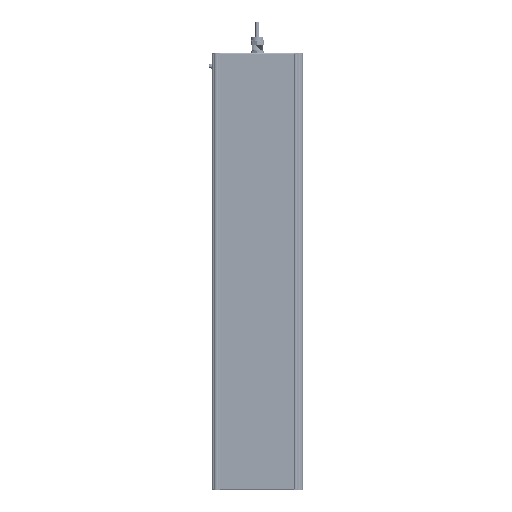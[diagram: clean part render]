
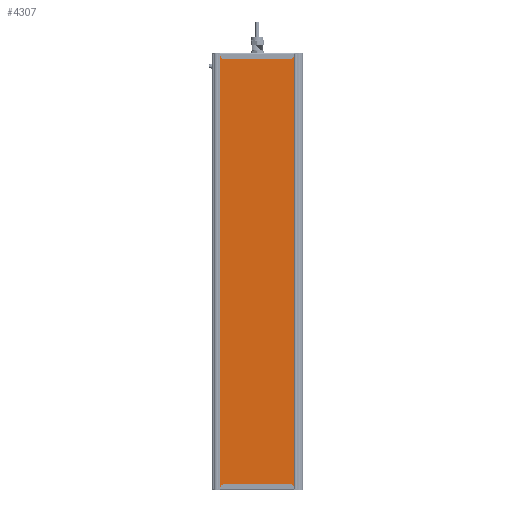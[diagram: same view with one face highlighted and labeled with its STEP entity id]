
A CAD part, front view. The second image highlights one B-rep face of the part: STEP entity #4307.
In plain terms, the highlighted face is planar.
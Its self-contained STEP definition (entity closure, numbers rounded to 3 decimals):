
#4307=ADVANCED_FACE('',(#8628),#8630,.T.);
#8628=FACE_BOUND('',#8629,.T.);
#8629=EDGE_LOOP('',(#40333,#40334,#40335,#40336));
#8630=PLANE('',#8631);
#8631=AXIS2_PLACEMENT_3D('',#8632,#8633,#8634);
#8632=CARTESIAN_POINT('',(2111.497,401.002,-34.582));
#8633=DIRECTION('',(0.,0.,-1.));
#8634=DIRECTION('',(0.,1.,0.));
#40333=ORIENTED_EDGE('',*,*,#46891,.F.);
#40334=ORIENTED_EDGE('',*,*,#46890,.T.);
#40335=ORIENTED_EDGE('',*,*,#46892,.F.);
#40336=ORIENTED_EDGE('',*,*,#46882,.F.);
#46882=EDGE_CURVE('',#51598,#51601,#51602,.T.);
#46890=EDGE_CURVE('',#51611,#51613,#51615,.T.);
#46891=EDGE_CURVE('',#51611,#51598,#51616,.T.);
#46892=EDGE_CURVE('',#51601,#51613,#51617,.T.);
#51598=VERTEX_POINT('',#61386);
#51601=VERTEX_POINT('',#61391);
#51602=LINE('',#61392,#61393);
#51611=VERTEX_POINT('',#61413);
#51613=VERTEX_POINT('',#61417);
#51615=LINE('',#61421,#61422);
#51616=LINE('',#61424,#61425);
#51617=LINE('',#61427,#61428);
#61386=CARTESIAN_POINT('',(2111.497,401.002,-34.582));
#61391=CARTESIAN_POINT('',(3007.497,401.002,-34.582));
#61392=CARTESIAN_POINT('',(2111.497,401.002,-34.582));
#61393=VECTOR('',#61394,1.);
#61394=DIRECTION('',(1.,0.,0.));
#61413=CARTESIAN_POINT('',(2111.497,565.13,-34.582));
#61417=CARTESIAN_POINT('',(3007.497,565.13,-34.582));
#61421=CARTESIAN_POINT('',(2111.497,565.13,-34.582));
#61422=VECTOR('',#61423,1.);
#61423=DIRECTION('',(1.,0.,0.));
#61424=CARTESIAN_POINT('',(2111.497,565.13,-34.582));
#61425=VECTOR('',#61426,1.);
#61426=DIRECTION('',(0.,-1.,0.));
#61427=CARTESIAN_POINT('',(3007.497,401.002,-34.582));
#61428=VECTOR('',#61429,1.);
#61429=DIRECTION('',(0.,1.,0.));
